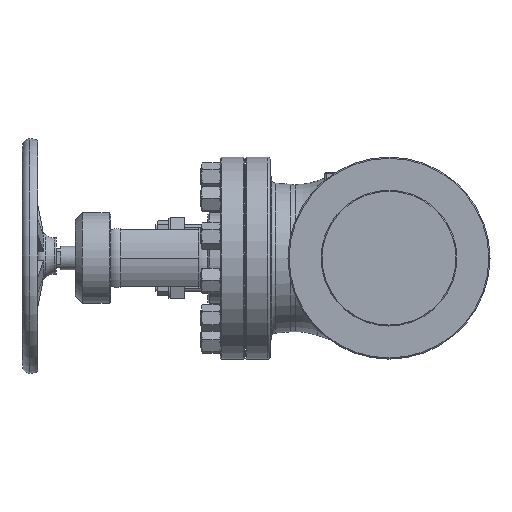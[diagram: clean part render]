
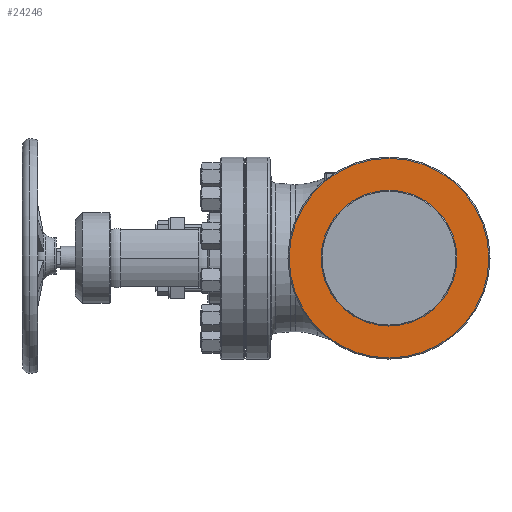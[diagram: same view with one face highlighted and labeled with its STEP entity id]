
A CAD part, left-side view. The second image highlights one B-rep face of the part: STEP entity #24246.
In plain terms, the highlighted planar face has unit normal (-1, 0, 0).
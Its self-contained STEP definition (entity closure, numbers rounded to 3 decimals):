
#560 = CARTESIAN_POINT ( 'NONE',  ( -323., 0., 0. ) ) ;
#3903 = CARTESIAN_POINT ( 'NONE',  ( -323., 0., 0. ) ) ;
#4164 = DIRECTION ( 'NONE',  ( 0., 1., 0. ) ) ;
#6780 = DIRECTION ( 'NONE',  ( -1., 0., 0. ) ) ;
#7505 = DIRECTION ( 'NONE',  ( 0., -1., 0. ) ) ;
#7517 = VERTEX_POINT ( 'NONE', #23277 ) ;
#11790 = VERTEX_POINT ( 'NONE', #46073 ) ;
#12175 = CARTESIAN_POINT ( 'NONE',  ( -323., -212.5, 0. ) ) ;
#12218 = ORIENTED_EDGE ( 'NONE', *, *, #13444, .T. ) ;
#13444 = EDGE_CURVE ( 'NONE', #7517, #23857, #46090, .T. ) ;
#13871 = PLANE ( 'NONE',  #25184 ) ;
#14107 = CIRCLE ( 'NONE', #26778, 144.5 ) ;
#14740 = DIRECTION ( 'NONE',  ( 1., 0., 0. ) ) ;
#16519 = EDGE_LOOP ( 'NONE', ( #12218, #20487 ) ) ;
#17383 = AXIS2_PLACEMENT_3D ( 'NONE', #3903, #29046, #7505 ) ;
#19615 = CARTESIAN_POINT ( 'NONE',  ( -323., 0., 0. ) ) ;
#20487 = ORIENTED_EDGE ( 'NONE', *, *, #32714, .T. ) ;
#23237 = DIRECTION ( 'NONE',  ( 0., -1., 0. ) ) ;
#23277 = CARTESIAN_POINT ( 'NONE',  ( -323., 212.5, 0. ) ) ;
#23857 = VERTEX_POINT ( 'NONE', #12175 ) ;
#24246 = ADVANCED_FACE ( 'NONE', ( #31425, #42097 ), #13871, .T. ) ;
#25184 = AXIS2_PLACEMENT_3D ( 'NONE', #28337, #6780, #31910 ) ;
#25640 = DIRECTION ( 'NONE',  ( 1., 0., 0. ) ) ;
#25788 = ORIENTED_EDGE ( 'NONE', *, *, #46203, .T. ) ;
#26778 = AXIS2_PLACEMENT_3D ( 'NONE', #560, #25640, #4164 ) ;
#28337 = CARTESIAN_POINT ( 'NONE',  ( -323., 144.5, 0. ) ) ;
#29046 = DIRECTION ( 'NONE',  ( -1., 0., 0. ) ) ;
#31281 = CIRCLE ( 'NONE', #46363, 144.5 ) ;
#31425 = FACE_OUTER_BOUND ( 'NONE', #16519, .T. ) ;
#31910 = DIRECTION ( 'NONE',  ( 0., -1., 0. ) ) ;
#32040 = ORIENTED_EDGE ( 'NONE', *, *, #33555, .T. ) ;
#32714 = EDGE_CURVE ( 'NONE', #23857, #7517, #43594, .T. ) ;
#33555 = EDGE_CURVE ( 'NONE', #38708, #11790, #14107, .T. ) ;
#34609 = CARTESIAN_POINT ( 'NONE',  ( -323., 144.5, 0. ) ) ;
#36202 = CARTESIAN_POINT ( 'NONE',  ( -323., 0., 0. ) ) ;
#36734 = EDGE_LOOP ( 'NONE', ( #32040, #25788 ) ) ;
#38708 = VERTEX_POINT ( 'NONE', #34609 ) ;
#39841 = DIRECTION ( 'NONE',  ( 0., 1., 0. ) ) ;
#42097 = FACE_BOUND ( 'NONE', #36734, .T. ) ;
#43047 = AXIS2_PLACEMENT_3D ( 'NONE', #19615, #44700, #23237 ) ;
#43594 = CIRCLE ( 'NONE', #17383, 212.5 ) ;
#44700 = DIRECTION ( 'NONE',  ( -1., 0., 0. ) ) ;
#46073 = CARTESIAN_POINT ( 'NONE',  ( -323., -144.5, 0. ) ) ;
#46090 = CIRCLE ( 'NONE', #43047, 212.5 ) ;
#46203 = EDGE_CURVE ( 'NONE', #11790, #38708, #31281, .T. ) ;
#46363 = AXIS2_PLACEMENT_3D ( 'NONE', #36202, #14740, #39841 ) ;
